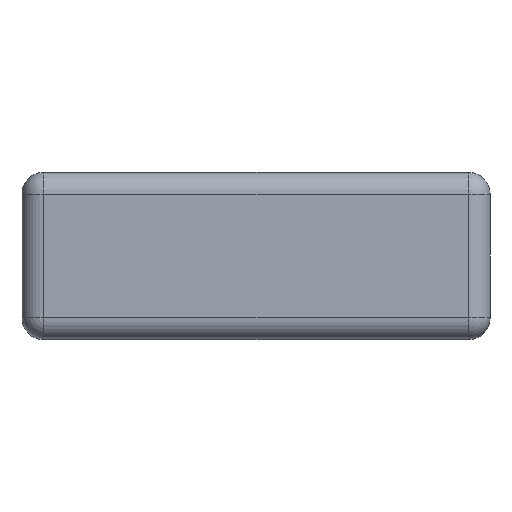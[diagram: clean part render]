
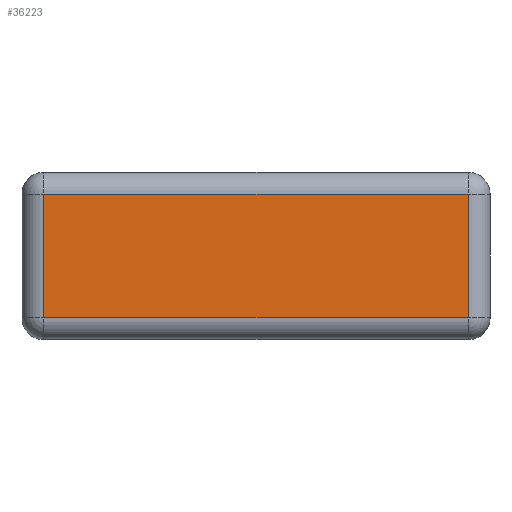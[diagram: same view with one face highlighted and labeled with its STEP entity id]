
A CAD part, front view. The second image highlights one B-rep face of the part: STEP entity #36223.
In plain terms, the highlighted planar face has unit normal (0, -1, 0).
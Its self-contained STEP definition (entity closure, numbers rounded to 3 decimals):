
#546 = DIRECTION ( 'NONE',  ( 0., 0., -1. ) ) ;
#758 = LINE ( 'NONE', #53914, #20026 ) ;
#4198 = EDGE_CURVE ( 'NONE', #12584, #24361, #65223, .T. ) ;
#5297 = DIRECTION ( 'NONE',  ( -1., 0., 0. ) ) ;
#5851 = DIRECTION ( 'NONE',  ( 0., 0., -1. ) ) ;
#12584 = VERTEX_POINT ( 'NONE', #70633 ) ;
#12735 = EDGE_CURVE ( 'NONE', #24361, #14899, #64482, .T. ) ;
#14899 = VERTEX_POINT ( 'NONE', #29795 ) ;
#20026 = VECTOR ( 'NONE', #81066, 1000. ) ;
#22197 = ORIENTED_EDGE ( 'NONE', *, *, #12735, .T. ) ;
#24361 = VERTEX_POINT ( 'NONE', #40744 ) ;
#25094 = EDGE_LOOP ( 'NONE', ( #22197, #70730, #39381, #56490 ) ) ;
#29795 = CARTESIAN_POINT ( 'NONE',  ( -789.025, -231.75, 230.073 ) ) ;
#32971 = AXIS2_PLACEMENT_3D ( 'NONE', #60586, #73960, #546 ) ;
#33403 = FACE_OUTER_BOUND ( 'NONE', #25094, .T. ) ;
#34757 = VECTOR ( 'NONE', #5297, 1000. ) ;
#35530 = EDGE_CURVE ( 'NONE', #14899, #80381, #45634, .T. ) ;
#36223 = ADVANCED_FACE ( 'NONE', ( #33403 ), #59744, .T. ) ;
#36573 = VECTOR ( 'NONE', #57466, 1000. ) ;
#39381 = ORIENTED_EDGE ( 'NONE', *, *, #57411, .T. ) ;
#40744 = CARTESIAN_POINT ( 'NONE',  ( 789.025, -231.75, 230.073 ) ) ;
#42918 = CARTESIAN_POINT ( 'NONE',  ( 0., -231.75, 230.073 ) ) ;
#45194 = CARTESIAN_POINT ( 'NONE',  ( -789.025, -231.75, 0. ) ) ;
#45634 = LINE ( 'NONE', #45194, #46729 ) ;
#46729 = VECTOR ( 'NONE', #5851, 1000. ) ;
#53914 = CARTESIAN_POINT ( 'NONE',  ( 0., -231.75, -230.073 ) ) ;
#56490 = ORIENTED_EDGE ( 'NONE', *, *, #4198, .T. ) ;
#57411 = EDGE_CURVE ( 'NONE', #80381, #12584, #758, .T. ) ;
#57466 = DIRECTION ( 'NONE',  ( 0., 0., 1. ) ) ;
#59744 = PLANE ( 'NONE',  #32971 ) ;
#60586 = CARTESIAN_POINT ( 'NONE',  ( 0., -231.75, 0. ) ) ;
#64482 = LINE ( 'NONE', #42918, #34757 ) ;
#65223 = LINE ( 'NONE', #70833, #36573 ) ;
#70633 = CARTESIAN_POINT ( 'NONE',  ( 789.025, -231.75, -230.073 ) ) ;
#70730 = ORIENTED_EDGE ( 'NONE', *, *, #35530, .T. ) ;
#70833 = CARTESIAN_POINT ( 'NONE',  ( 789.025, -231.75, 0. ) ) ;
#72312 = CARTESIAN_POINT ( 'NONE',  ( -789.025, -231.75, -230.073 ) ) ;
#73960 = DIRECTION ( 'NONE',  ( 0., -1., 0. ) ) ;
#80381 = VERTEX_POINT ( 'NONE', #72312 ) ;
#81066 = DIRECTION ( 'NONE',  ( 1., 0., 0. ) ) ;
